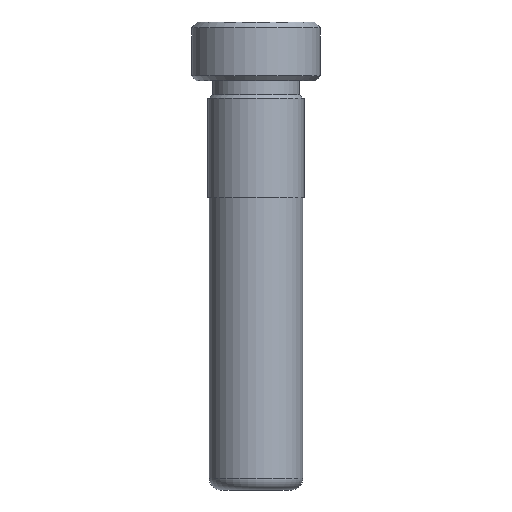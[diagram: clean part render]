
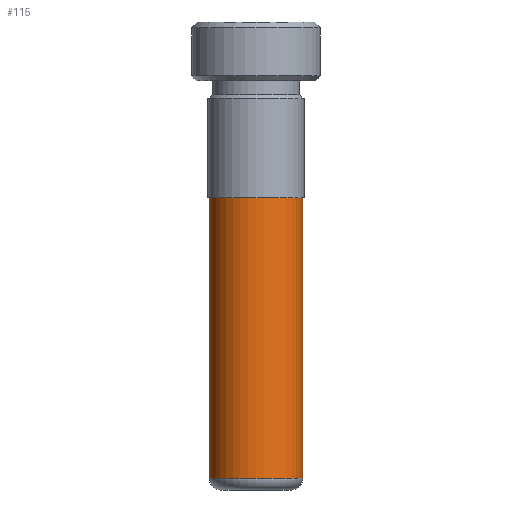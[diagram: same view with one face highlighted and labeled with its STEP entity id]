
A CAD part, front view. The second image highlights one B-rep face of the part: STEP entity #115.
In plain terms, the highlighted cylindrical face has radius 3.995 mm (diameter 7.99 mm), a partial arc.
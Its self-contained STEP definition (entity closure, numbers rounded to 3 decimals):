
#34 = AXIS2_PLACEMENT_3D ( 'NONE', #335, #328, #240 ) ;
#50 = CIRCLE ( 'NONE', #692, 3.995 ) ;
#65 = DIRECTION ( 'NONE',  ( 1., 0., 0. ) ) ;
#77 = DIRECTION ( 'NONE',  ( 0., 0., 1. ) ) ;
#90 = CARTESIAN_POINT ( 'NONE',  ( 0., 0., 1. ) ) ;
#115 = ADVANCED_FACE ( 'NONE', ( #696 ), #307, .T. ) ;
#240 = DIRECTION ( 'NONE',  ( 1., 0., 0. ) ) ;
#307 = CYLINDRICAL_SURFACE ( 'NONE', #1044, 3.995 ) ;
#315 = CARTESIAN_POINT ( 'NONE',  ( -3.995, 0., 25. ) ) ;
#326 = EDGE_CURVE ( 'NONE', #531, #792, #420, .T. ) ;
#328 = DIRECTION ( 'NONE',  ( 0., 0., 1. ) ) ;
#335 = CARTESIAN_POINT ( 'NONE',  ( 0., 0., 25. ) ) ;
#383 = VECTOR ( 'NONE', #1072, 1000. ) ;
#420 = LINE ( 'NONE', #1295, #383 ) ;
#438 = EDGE_CURVE ( 'NONE', #531, #839, #479, .T. ) ;
#479 = CIRCLE ( 'NONE', #34, 3.995 ) ;
#490 = EDGE_CURVE ( 'NONE', #792, #1248, #50, .T. ) ;
#513 = EDGE_CURVE ( 'NONE', #839, #1248, #673, .T. ) ;
#531 = VERTEX_POINT ( 'NONE', #315 ) ;
#673 = LINE ( 'NONE', #1352, #970 ) ;
#692 = AXIS2_PLACEMENT_3D ( 'NONE', #90, #77, #65 ) ;
#696 = FACE_OUTER_BOUND ( 'NONE', #1119, .T. ) ;
#714 = CARTESIAN_POINT ( 'NONE',  ( -3.995, 0., 1. ) ) ;
#734 = CARTESIAN_POINT ( 'NONE',  ( 3.995, 0., 25. ) ) ;
#792 = VERTEX_POINT ( 'NONE', #714 ) ;
#839 = VERTEX_POINT ( 'NONE', #734 ) ;
#861 = CARTESIAN_POINT ( 'NONE',  ( 3.995, 0., 1. ) ) ;
#970 = VECTOR ( 'NONE', #1246, 1000. ) ;
#1044 = AXIS2_PLACEMENT_3D ( 'NONE', #1394, #1369, #1413 ) ;
#1072 = DIRECTION ( 'NONE',  ( 0., 0., -1. ) ) ;
#1118 = ORIENTED_EDGE ( 'NONE', *, *, #513, .F. ) ;
#1119 = EDGE_LOOP ( 'NONE', ( #1118, #1209, #1435, #1422 ) ) ;
#1209 = ORIENTED_EDGE ( 'NONE', *, *, #438, .F. ) ;
#1246 = DIRECTION ( 'NONE',  ( 0., 0., -1. ) ) ;
#1248 = VERTEX_POINT ( 'NONE', #861 ) ;
#1295 = CARTESIAN_POINT ( 'NONE',  ( -3.995, 0., 35. ) ) ;
#1352 = CARTESIAN_POINT ( 'NONE',  ( 3.995, 0., 35. ) ) ;
#1369 = DIRECTION ( 'NONE',  ( 0., 0., -1. ) ) ;
#1394 = CARTESIAN_POINT ( 'NONE',  ( 0., 0., 35. ) ) ;
#1413 = DIRECTION ( 'NONE',  ( -1., 0., 0. ) ) ;
#1422 = ORIENTED_EDGE ( 'NONE', *, *, #490, .T. ) ;
#1435 = ORIENTED_EDGE ( 'NONE', *, *, #326, .T. ) ;
